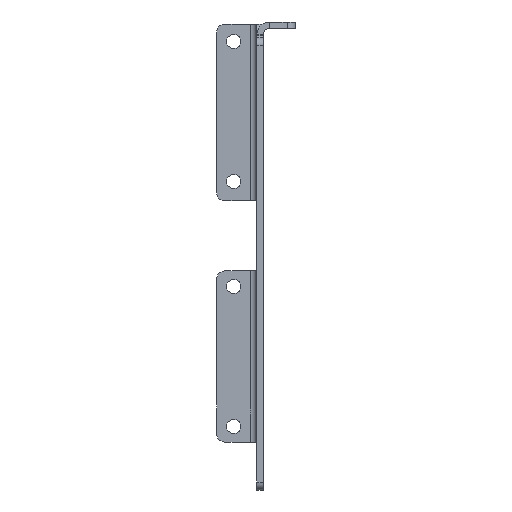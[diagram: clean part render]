
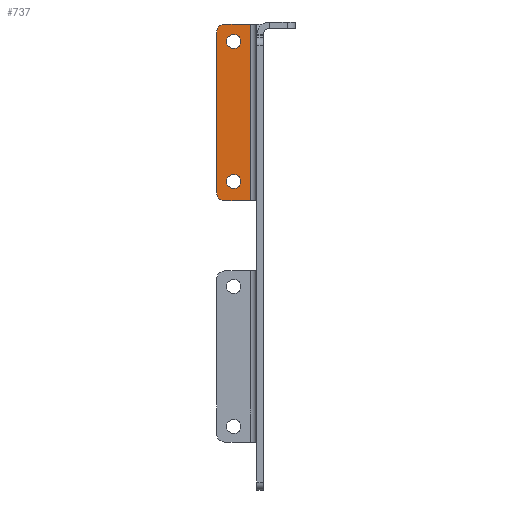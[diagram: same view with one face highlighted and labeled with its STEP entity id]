
A CAD part, left-side view. The second image highlights one B-rep face of the part: STEP entity #737.
In plain terms, the highlighted planar face has unit normal (-1, 0, 0).
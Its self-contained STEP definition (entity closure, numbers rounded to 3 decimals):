
#49 = AXIS2_PLACEMENT_3D ( 'NONE', #153, #516, #4395 ) ;
#121 = CIRCLE ( 'NONE', #49, 3.55 ) ;
#153 = CARTESIAN_POINT ( 'NONE',  ( 836.024, -312.411, 822.25 ) ) ;
#205 = VECTOR ( 'NONE', #3235, 1000. ) ;
#351 = EDGE_LOOP ( 'NONE', ( #2165, #4330, #3440, #1083, #1048, #2770 ) ) ;
#417 = CARTESIAN_POINT ( 'NONE',  ( 836.024, -307.999, 831. ) ) ;
#462 = DIRECTION ( 'NONE',  ( -1., 0., 0. ) ) ;
#466 = VERTEX_POINT ( 'NONE', #417 ) ;
#475 = CARTESIAN_POINT ( 'NONE',  ( 836.024, -303.999, 832. ) ) ;
#516 = DIRECTION ( 'NONE',  ( -1., 0., 0. ) ) ;
#627 = CARTESIAN_POINT ( 'NONE',  ( 836.024, -303.999, 827. ) ) ;
#646 = VERTEX_POINT ( 'NONE', #4137 ) ;
#737 = ADVANCED_FACE ( 'NONE', ( #4619, #3007, #3822 ), #1514, .T. ) ;
#816 = VERTEX_POINT ( 'NONE', #3509 ) ;
#883 = EDGE_CURVE ( 'NONE', #466, #5047, #4514, .T. ) ;
#1026 = CARTESIAN_POINT ( 'NONE',  ( 836.024, -320.824, 832. ) ) ;
#1048 = ORIENTED_EDGE ( 'NONE', *, *, #4832, .F. ) ;
#1083 = ORIENTED_EDGE ( 'NONE', *, *, #1952, .T. ) ;
#1167 = CARTESIAN_POINT ( 'NONE',  ( 836.024, -303.999, 831. ) ) ;
#1216 = LINE ( 'NONE', #475, #3538 ) ;
#1265 = DIRECTION ( 'NONE',  ( 0., 0., 1. ) ) ;
#1270 = DIRECTION ( 'NONE',  ( -1., 0., 0. ) ) ;
#1318 = VECTOR ( 'NONE', #4304, 1000. ) ;
#1319 = CARTESIAN_POINT ( 'NONE',  ( 836.024, -312.411, 752.25 ) ) ;
#1514 = PLANE ( 'NONE',  #3194 ) ;
#1539 = CARTESIAN_POINT ( 'NONE',  ( 836.024, 0., 0. ) ) ;
#1553 = VERTEX_POINT ( 'NONE', #4562 ) ;
#1661 = DIRECTION ( 'NONE',  ( 0., -1., 0. ) ) ;
#1861 = EDGE_CURVE ( 'NONE', #4014, #4014, #2640, .T. ) ;
#1939 = LINE ( 'NONE', #2806, #205 ) ;
#1952 = EDGE_CURVE ( 'NONE', #816, #4904, #4686, .T. ) ;
#2143 = EDGE_LOOP ( 'NONE', ( #4875 ) ) ;
#2153 = EDGE_CURVE ( 'NONE', #466, #1553, #3863, .T. ) ;
#2165 = ORIENTED_EDGE ( 'NONE', *, *, #2153, .F. ) ;
#2291 = DIRECTION ( 'NONE',  ( 0., -1., 0. ) ) ;
#2379 = EDGE_CURVE ( 'NONE', #816, #5047, #1216, .T. ) ;
#2387 = CARTESIAN_POINT ( 'NONE',  ( 836.024, -307.999, 827. ) ) ;
#2452 = ORIENTED_EDGE ( 'NONE', *, *, #1861, .F. ) ;
#2640 = CIRCLE ( 'NONE', #3862, 3.55 ) ;
#2678 = CARTESIAN_POINT ( 'NONE',  ( 836.024, -315.962, 752.25 ) ) ;
#2770 = ORIENTED_EDGE ( 'NONE', *, *, #3990, .F. ) ;
#2806 = CARTESIAN_POINT ( 'NONE',  ( 836.024, 0., 742.5 ) ) ;
#3007 = FACE_BOUND ( 'NONE', #5074, .T. ) ;
#3135 = DIRECTION ( 'NONE',  ( -1., 0., 0. ) ) ;
#3178 = DIRECTION ( 'NONE',  ( 0., -1., 0. ) ) ;
#3194 = AXIS2_PLACEMENT_3D ( 'NONE', #1539, #3898, #2291 ) ;
#3235 = DIRECTION ( 'NONE',  ( 0., 1., 0. ) ) ;
#3248 = CARTESIAN_POINT ( 'NONE',  ( 836.024, -307.999, 746.5 ) ) ;
#3403 = VERTEX_POINT ( 'NONE', #5022 ) ;
#3440 = ORIENTED_EDGE ( 'NONE', *, *, #2379, .F. ) ;
#3478 = VECTOR ( 'NONE', #4157, 1000. ) ;
#3509 = CARTESIAN_POINT ( 'NONE',  ( 836.024, -303.999, 746.5 ) ) ;
#3512 = DIRECTION ( 'NONE',  ( 0., -1., 0. ) ) ;
#3538 = VECTOR ( 'NONE', #1265, 1000. ) ;
#3645 = CARTESIAN_POINT ( 'NONE',  ( 836.024, -307.999, 742.5 ) ) ;
#3822 = FACE_OUTER_BOUND ( 'NONE', #351, .T. ) ;
#3862 = AXIS2_PLACEMENT_3D ( 'NONE', #1319, #3135, #3512 ) ;
#3863 = LINE ( 'NONE', #1167, #1318 ) ;
#3898 = DIRECTION ( 'NONE',  ( -1., 0., 0. ) ) ;
#3936 = AXIS2_PLACEMENT_3D ( 'NONE', #2387, #462, #3178 ) ;
#3943 = AXIS2_PLACEMENT_3D ( 'NONE', #3248, #1270, #1661 ) ;
#3990 = EDGE_CURVE ( 'NONE', #1553, #646, #4615, .T. ) ;
#4014 = VERTEX_POINT ( 'NONE', #2678 ) ;
#4137 = CARTESIAN_POINT ( 'NONE',  ( 836.024, -320.824, 742.5 ) ) ;
#4157 = DIRECTION ( 'NONE',  ( 0., 0., -1. ) ) ;
#4304 = DIRECTION ( 'NONE',  ( 0., -1., 0. ) ) ;
#4330 = ORIENTED_EDGE ( 'NONE', *, *, #883, .T. ) ;
#4395 = DIRECTION ( 'NONE',  ( 0., -1., 0. ) ) ;
#4514 = CIRCLE ( 'NONE', #3936, 4. ) ;
#4562 = CARTESIAN_POINT ( 'NONE',  ( 836.024, -320.824, 831. ) ) ;
#4615 = LINE ( 'NONE', #1026, #3478 ) ;
#4619 = FACE_BOUND ( 'NONE', #2143, .T. ) ;
#4686 = CIRCLE ( 'NONE', #3943, 4. ) ;
#4832 = EDGE_CURVE ( 'NONE', #646, #4904, #1939, .T. ) ;
#4875 = ORIENTED_EDGE ( 'NONE', *, *, #4974, .F. ) ;
#4904 = VERTEX_POINT ( 'NONE', #3645 ) ;
#4974 = EDGE_CURVE ( 'NONE', #3403, #3403, #121, .T. ) ;
#5022 = CARTESIAN_POINT ( 'NONE',  ( 836.024, -315.962, 822.25 ) ) ;
#5047 = VERTEX_POINT ( 'NONE', #627 ) ;
#5074 = EDGE_LOOP ( 'NONE', ( #2452 ) ) ;
